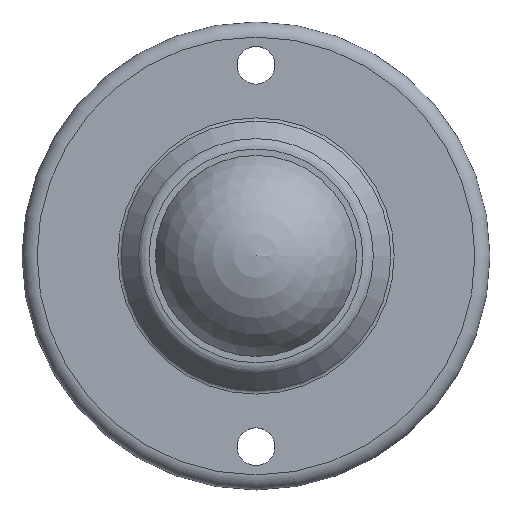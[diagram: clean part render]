
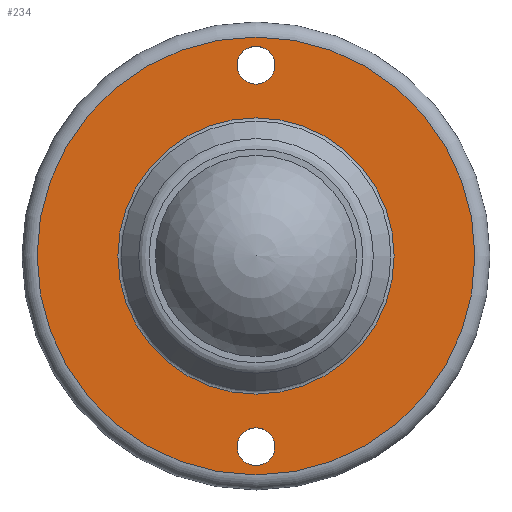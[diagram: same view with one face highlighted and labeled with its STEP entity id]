
A CAD part, top view. The second image highlights one B-rep face of the part: STEP entity #234.
In plain terms, the highlighted planar face has unit normal (0, 0, 1).
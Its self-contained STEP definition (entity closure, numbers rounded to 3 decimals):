
#18=PLANE('',#268);
#41=FACE_BOUND('',#93,.T.);
#42=FACE_BOUND('',#94,.T.);
#43=FACE_BOUND('',#95,.T.);
#61=FACE_OUTER_BOUND('',#92,.T.);
#92=EDGE_LOOP('',(#197));
#93=EDGE_LOOP('',(#198));
#94=EDGE_LOOP('',(#199));
#95=EDGE_LOOP('',(#200));
#115=CIRCLE('',#249,2.25);
#117=CIRCLE('',#252,2.25);
#125=CIRCLE('',#267,26.114);
#126=CIRCLE('',#269,16.478);
#136=VERTEX_POINT('',#376);
#138=VERTEX_POINT('',#381);
#146=VERTEX_POINT('',#404);
#147=VERTEX_POINT('',#407);
#157=EDGE_CURVE('',#136,#136,#115,.T.);
#159=EDGE_CURVE('',#138,#138,#117,.T.);
#167=EDGE_CURVE('',#146,#146,#125,.T.);
#168=EDGE_CURVE('',#147,#147,#126,.T.);
#197=ORIENTED_EDGE('',*,*,#167,.T.);
#198=ORIENTED_EDGE('',*,*,#157,.T.);
#199=ORIENTED_EDGE('',*,*,#159,.T.);
#200=ORIENTED_EDGE('',*,*,#168,.F.);
#234=ADVANCED_FACE('',(#61,#41,#42,#43),#18,.T.);
#249=AXIS2_PLACEMENT_3D('',#377,#294,#295);
#252=AXIS2_PLACEMENT_3D('',#382,#300,#301);
#267=AXIS2_PLACEMENT_3D('',#405,#330,#331);
#268=AXIS2_PLACEMENT_3D('',#406,#332,#333);
#269=AXIS2_PLACEMENT_3D('',#408,#334,#335);
#294=DIRECTION('center_axis',(0.,0.,-1.));
#295=DIRECTION('ref_axis',(1.,0.,0.));
#300=DIRECTION('center_axis',(0.,0.,-1.));
#301=DIRECTION('ref_axis',(1.,0.,0.));
#330=DIRECTION('center_axis',(0.,0.,1.));
#331=DIRECTION('ref_axis',(0.,-1.,0.));
#332=DIRECTION('center_axis',(0.,0.,1.));
#333=DIRECTION('ref_axis',(1.,0.,0.));
#334=DIRECTION('center_axis',(0.,0.,1.));
#335=DIRECTION('ref_axis',(0.,-1.,0.));
#376=CARTESIAN_POINT('',(2.25,-22.75,3.7));
#377=CARTESIAN_POINT('Origin',(0.,-22.75,3.7));
#381=CARTESIAN_POINT('',(2.25,22.75,3.7));
#382=CARTESIAN_POINT('Origin',(0.,22.75,3.7));
#404=CARTESIAN_POINT('',(0.,-26.114,3.7));
#405=CARTESIAN_POINT('Origin',(0.,0.,3.7));
#406=CARTESIAN_POINT('Origin',(0.,-21.296,3.7));
#407=CARTESIAN_POINT('',(0.,-16.478,3.7));
#408=CARTESIAN_POINT('Origin',(0.,0.,3.7));
